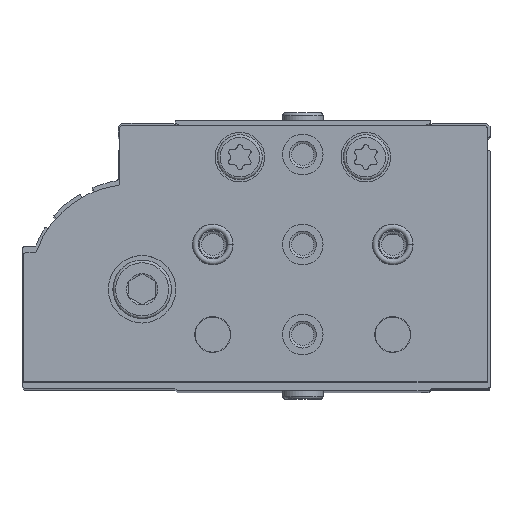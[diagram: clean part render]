
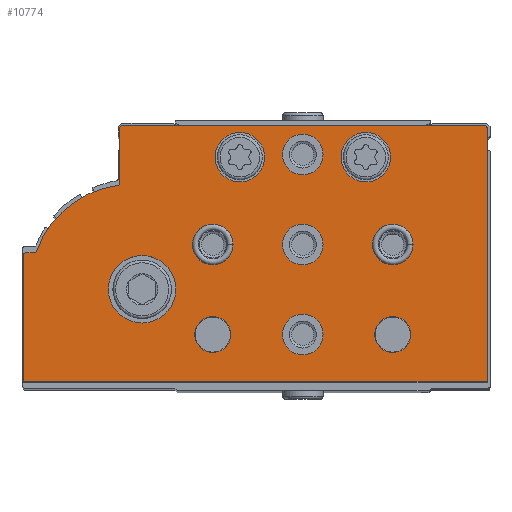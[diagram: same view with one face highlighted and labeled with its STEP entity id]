
A CAD part, top view. The second image highlights one B-rep face of the part: STEP entity #10774.
In plain terms, the highlighted face is planar.
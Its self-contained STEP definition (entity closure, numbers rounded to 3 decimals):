
#1094=LINE('',#18228,#1917);
#1096=LINE('',#18232,#1919);
#1098=LINE('',#18236,#1921);
#1101=LINE('',#18244,#1924);
#1106=LINE('',#18260,#1929);
#1109=LINE('',#18268,#1932);
#1917=VECTOR('',#14758,1000.);
#1919=VECTOR('',#14762,1000.);
#1921=VECTOR('',#14766,1000.);
#1924=VECTOR('',#14775,1000.);
#1929=VECTOR('',#14794,1000.);
#1932=VECTOR('',#14803,1000.);
#4145=ORIENTED_EDGE('',*,*,#6071,.T.);
#4146=ORIENTED_EDGE('',*,*,#6072,.T.);
#4147=ORIENTED_EDGE('',*,*,#6073,.T.);
#4148=ORIENTED_EDGE('',*,*,#6074,.T.);
#4149=ORIENTED_EDGE('',*,*,#6075,.T.);
#4150=ORIENTED_EDGE('',*,*,#6076,.T.);
#4151=ORIENTED_EDGE('',*,*,#6077,.T.);
#4152=ORIENTED_EDGE('',*,*,#6078,.T.);
#4153=ORIENTED_EDGE('',*,*,#6079,.T.);
#4154=ORIENTED_EDGE('',*,*,#6080,.T.);
#4155=ORIENTED_EDGE('',*,*,#6046,.F.);
#4156=ORIENTED_EDGE('',*,*,#6069,.F.);
#4157=ORIENTED_EDGE('',*,*,#6067,.F.);
#4158=ORIENTED_EDGE('',*,*,#6065,.F.);
#4159=ORIENTED_EDGE('',*,*,#6063,.T.);
#4160=ORIENTED_EDGE('',*,*,#6061,.F.);
#4161=ORIENTED_EDGE('',*,*,#6059,.T.);
#4162=ORIENTED_EDGE('',*,*,#6057,.F.);
#4163=ORIENTED_EDGE('',*,*,#6055,.F.);
#4164=ORIENTED_EDGE('',*,*,#6053,.F.);
#4165=ORIENTED_EDGE('',*,*,#6051,.F.);
#4166=ORIENTED_EDGE('',*,*,#6049,.F.);
#6046=EDGE_CURVE('',#7228,#7229,#7883,.T.);
#6049=EDGE_CURVE('',#7229,#7230,#1094,.T.);
#6051=EDGE_CURVE('',#7230,#7231,#1096,.T.);
#6053=EDGE_CURVE('',#7231,#7232,#1098,.T.);
#6055=EDGE_CURVE('',#7232,#7233,#7884,.T.);
#6057=EDGE_CURVE('',#7233,#7234,#1101,.T.);
#6059=EDGE_CURVE('',#7235,#7234,#7885,.T.);
#6061=EDGE_CURVE('',#7235,#7236,#7886,.T.);
#6063=EDGE_CURVE('',#7237,#7236,#7887,.T.);
#6065=EDGE_CURVE('',#7237,#7238,#1106,.T.);
#6067=EDGE_CURVE('',#7238,#7239,#7888,.T.);
#6069=EDGE_CURVE('',#7239,#7228,#1109,.T.);
#6071=EDGE_CURVE('',#7240,#7240,#7889,.T.);
#6072=EDGE_CURVE('',#7241,#7241,#7890,.T.);
#6073=EDGE_CURVE('',#7242,#7242,#7891,.T.);
#6074=EDGE_CURVE('',#7243,#7243,#7892,.T.);
#6075=EDGE_CURVE('',#7244,#7244,#7893,.T.);
#6076=EDGE_CURVE('',#7245,#7245,#7894,.T.);
#6077=EDGE_CURVE('',#7246,#7246,#7895,.T.);
#6078=EDGE_CURVE('',#7247,#7247,#7896,.T.);
#6079=EDGE_CURVE('',#7248,#7248,#7897,.T.);
#6080=EDGE_CURVE('',#7249,#7249,#7898,.T.);
#7228=VERTEX_POINT('',#18223);
#7229=VERTEX_POINT('',#18224);
#7230=VERTEX_POINT('',#18229);
#7231=VERTEX_POINT('',#18233);
#7232=VERTEX_POINT('',#18237);
#7233=VERTEX_POINT('',#18241);
#7234=VERTEX_POINT('',#18245);
#7235=VERTEX_POINT('',#18249);
#7236=VERTEX_POINT('',#18253);
#7237=VERTEX_POINT('',#18257);
#7238=VERTEX_POINT('',#18261);
#7239=VERTEX_POINT('',#18265);
#7240=VERTEX_POINT('',#18272);
#7241=VERTEX_POINT('',#18274);
#7242=VERTEX_POINT('',#18276);
#7243=VERTEX_POINT('',#18278);
#7244=VERTEX_POINT('',#18280);
#7245=VERTEX_POINT('',#18282);
#7246=VERTEX_POINT('',#18284);
#7247=VERTEX_POINT('',#18286);
#7248=VERTEX_POINT('',#18288);
#7249=VERTEX_POINT('',#18290);
#7883=CIRCLE('',#12035,0.5);
#7884=CIRCLE('',#12040,0.5);
#7885=CIRCLE('',#12043,0.5);
#7886=CIRCLE('',#12045,22.5);
#7887=CIRCLE('',#12047,0.5);
#7888=CIRCLE('',#12050,0.5);
#7889=CIRCLE('',#12053,7.5);
#7890=CIRCLE('',#12054,4.5);
#7891=CIRCLE('',#12055,5.5);
#7892=CIRCLE('',#12056,5.5);
#7893=CIRCLE('',#12057,4.5);
#7894=CIRCLE('',#12058,4.5);
#7895=CIRCLE('',#12059,4.5);
#7896=CIRCLE('',#12060,4.);
#7897=CIRCLE('',#12061,4.5);
#7898=CIRCLE('',#12062,4.);
#8700=EDGE_LOOP('',(#4145));
#8701=EDGE_LOOP('',(#4146));
#8702=EDGE_LOOP('',(#4147));
#8703=EDGE_LOOP('',(#4148));
#8704=EDGE_LOOP('',(#4149));
#8705=EDGE_LOOP('',(#4150));
#8706=EDGE_LOOP('',(#4151));
#8707=EDGE_LOOP('',(#4152));
#8708=EDGE_LOOP('',(#4153));
#8709=EDGE_LOOP('',(#4154));
#8710=EDGE_LOOP('',(#4155,#4156,#4157,#4158,#4159,#4160,#4161,#4162,#4163,
#4164,#4165,#4166));
#9661=FACE_BOUND('',#8700,.T.);
#9662=FACE_BOUND('',#8701,.T.);
#9663=FACE_BOUND('',#8702,.T.);
#9664=FACE_BOUND('',#8703,.T.);
#9665=FACE_BOUND('',#8704,.T.);
#9666=FACE_BOUND('',#8705,.T.);
#9667=FACE_BOUND('',#8706,.T.);
#9668=FACE_BOUND('',#8707,.T.);
#9669=FACE_BOUND('',#8708,.T.);
#9670=FACE_BOUND('',#8709,.T.);
#9671=FACE_BOUND('',#8710,.T.);
#10249=PLANE('',#12052);
#10774=ADVANCED_FACE('',(#9661,#9662,#9663,#9664,#9665,#9666,#9667,#9668,
#9669,#9670,#9671),#10249,.F.);
#12035=AXIS2_PLACEMENT_3D('',#18222,#14752,#14753);
#12040=AXIS2_PLACEMENT_3D('',#18240,#14770,#14771);
#12043=AXIS2_PLACEMENT_3D('',#18248,#14779,#14780);
#12045=AXIS2_PLACEMENT_3D('',#18252,#14784,#14785);
#12047=AXIS2_PLACEMENT_3D('',#18256,#14789,#14790);
#12050=AXIS2_PLACEMENT_3D('',#18264,#14798,#14799);
#12052=AXIS2_PLACEMENT_3D('',#18270,#14805,#14806);
#12053=AXIS2_PLACEMENT_3D('',#18271,#14807,#14808);
#12054=AXIS2_PLACEMENT_3D('',#18273,#14809,#14810);
#12055=AXIS2_PLACEMENT_3D('',#18275,#14811,#14812);
#12056=AXIS2_PLACEMENT_3D('',#18277,#14813,#14814);
#12057=AXIS2_PLACEMENT_3D('',#18279,#14815,#14816);
#12058=AXIS2_PLACEMENT_3D('',#18281,#14817,#14818);
#12059=AXIS2_PLACEMENT_3D('',#18283,#14819,#14820);
#12060=AXIS2_PLACEMENT_3D('',#18285,#14821,#14822);
#12061=AXIS2_PLACEMENT_3D('',#18287,#14823,#14824);
#12062=AXIS2_PLACEMENT_3D('',#18289,#14825,#14826);
#14752=DIRECTION('',(0.,0.,1.));
#14753=DIRECTION('',(1.,0.,0.));
#14758=DIRECTION('',(0.,-1.,0.));
#14762=DIRECTION('',(1.,0.,0.));
#14766=DIRECTION('',(0.,1.,0.));
#14770=DIRECTION('',(0.,0.,1.));
#14771=DIRECTION('',(1.,0.,0.));
#14775=DIRECTION('',(-1.,0.,0.));
#14779=DIRECTION('',(0.,0.,1.));
#14780=DIRECTION('',(1.,0.,0.));
#14784=DIRECTION('',(0.,0.,1.));
#14785=DIRECTION('',(1.,0.,0.));
#14789=DIRECTION('',(0.,0.,1.));
#14790=DIRECTION('',(1.,0.,0.));
#14794=DIRECTION('',(0.,1.,0.));
#14798=DIRECTION('',(0.,0.,1.));
#14799=DIRECTION('',(1.,0.,0.));
#14803=DIRECTION('',(-1.,0.,0.));
#14805=DIRECTION('',(0.,0.,1.));
#14806=DIRECTION('',(1.,0.,0.));
#14807=DIRECTION('',(0.,0.,1.));
#14808=DIRECTION('',(1.,0.,0.));
#14809=DIRECTION('',(0.,0.,1.));
#14810=DIRECTION('',(1.,0.,0.));
#14811=DIRECTION('',(0.,0.,1.));
#14812=DIRECTION('',(1.,0.,0.));
#14813=DIRECTION('',(0.,0.,1.));
#14814=DIRECTION('',(1.,0.,0.));
#14815=DIRECTION('',(0.,0.,1.));
#14816=DIRECTION('',(1.,0.,0.));
#14817=DIRECTION('',(0.,0.,1.));
#14818=DIRECTION('',(1.,0.,0.));
#14819=DIRECTION('',(0.,0.,1.));
#14820=DIRECTION('',(1.,0.,0.));
#14821=DIRECTION('',(0.,0.,1.));
#14822=DIRECTION('',(1.,0.,0.));
#14823=DIRECTION('',(0.,0.,1.));
#14824=DIRECTION('',(1.,0.,0.));
#14825=DIRECTION('',(0.,0.,1.));
#14826=DIRECTION('',(1.,0.,0.));
#18222=CARTESIAN_POINT('',(0.5,56.5,0.));
#18223=CARTESIAN_POINT('',(0.5,57.,0.));
#18224=CARTESIAN_POINT('',(0.,56.5,0.));
#18228=CARTESIAN_POINT('',(0.,56.5,0.));
#18229=CARTESIAN_POINT('',(0.,0.,0.));
#18232=CARTESIAN_POINT('',(0.,0.,0.));
#18233=CARTESIAN_POINT('',(103.,0.,0.));
#18236=CARTESIAN_POINT('',(103.,0.,0.));
#18237=CARTESIAN_POINT('',(103.,28.2,0.));
#18240=CARTESIAN_POINT('',(102.5,28.2,0.));
#18241=CARTESIAN_POINT('',(102.5,28.7,0.));
#18244=CARTESIAN_POINT('',(102.5,28.7,0.));
#18245=CARTESIAN_POINT('',(100.637,28.7,0.));
#18248=CARTESIAN_POINT('',(100.637,29.2,0.));
#18249=CARTESIAN_POINT('',(100.167,29.03,0.));
#18252=CARTESIAN_POINT('',(79.,21.4,0.));
#18253=CARTESIAN_POINT('',(82.033,43.695,0.));
#18256=CARTESIAN_POINT('',(82.1,44.19,0.));
#18257=CARTESIAN_POINT('',(81.6,44.19,0.));
#18260=CARTESIAN_POINT('',(81.6,44.19,0.));
#18261=CARTESIAN_POINT('',(81.6,56.5,0.));
#18264=CARTESIAN_POINT('',(81.1,56.5,0.));
#18265=CARTESIAN_POINT('',(81.1,57.,0.));
#18268=CARTESIAN_POINT('',(81.1,57.,0.));
#18270=CARTESIAN_POINT('',(0.5,56.5,0.));
#18271=CARTESIAN_POINT('',(76.65,20.6,0.));
#18272=CARTESIAN_POINT('',(84.15,20.6,0.));
#18273=CARTESIAN_POINT('',(40.95,50.55,0.));
#18274=CARTESIAN_POINT('',(45.45,50.55,0.));
#18275=CARTESIAN_POINT('',(54.95,49.95,0.));
#18276=CARTESIAN_POINT('',(60.45,49.95,0.));
#18277=CARTESIAN_POINT('',(26.95,49.95,0.));
#18278=CARTESIAN_POINT('',(32.45,49.95,0.));
#18279=CARTESIAN_POINT('',(60.95,30.55,0.));
#18280=CARTESIAN_POINT('',(65.45,30.55,0.));
#18281=CARTESIAN_POINT('',(40.95,30.55,0.));
#18282=CARTESIAN_POINT('',(45.45,30.55,0.));
#18283=CARTESIAN_POINT('',(20.95,30.55,0.));
#18284=CARTESIAN_POINT('',(25.45,30.55,0.));
#18285=CARTESIAN_POINT('',(60.95,10.55,0.));
#18286=CARTESIAN_POINT('',(64.95,10.55,0.));
#18287=CARTESIAN_POINT('',(40.95,10.55,0.));
#18288=CARTESIAN_POINT('',(45.45,10.55,0.));
#18289=CARTESIAN_POINT('',(20.95,10.55,0.));
#18290=CARTESIAN_POINT('',(24.95,10.55,0.));
